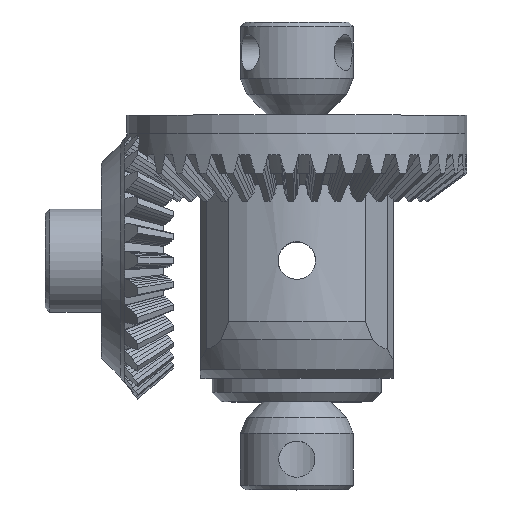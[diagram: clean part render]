
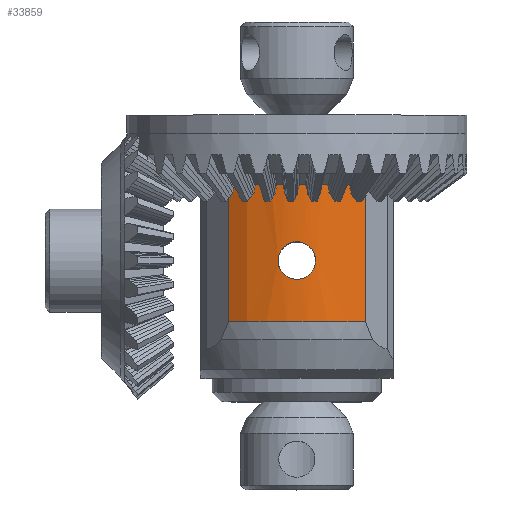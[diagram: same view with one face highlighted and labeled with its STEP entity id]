
A CAD part, top view. The second image highlights one B-rep face of the part: STEP entity #33859.
In plain terms, the highlighted cylindrical face has radius 13.5 mm (diameter 27 mm), a partial arc.
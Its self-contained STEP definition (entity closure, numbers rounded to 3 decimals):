
#253=B_SPLINE_CURVE_WITH_KNOTS('',3,(#53815,#53816,#53817,#53818,#53819,
#53820,#53821,#53822,#53823,#53824,#53825,#53826,#53827,#53828,#53829,#53830,
#53831,#53832,#53833,#53834,#53835,#53836,#53837,#53838,#53839,#53840,#53841,
#53842,#53843,#53844,#53845,#53846,#53847,#53848),.UNSPECIFIED.,.T.,.F.,
(4,2,2,2,2,2,2,2,2,2,2,2,2,2,2,2,4),(0.,0.075,0.151,
0.226,0.302,0.377,0.453,
0.528,0.604,0.679,0.755,
0.83,0.905,0.981,1.056,
1.132,1.207),.UNSPECIFIED.);
#414=CYLINDRICAL_SURFACE('',#36228,13.5);
#615=FACE_BOUND('',#5086,.T.);
#3308=FACE_OUTER_BOUND('',#5085,.T.);
#5085=EDGE_LOOP('',(#29140,#29141,#29142,#29143));
#5086=EDGE_LOOP('',(#29144));
#5941=CIRCLE('',#36227,13.5);
#5942=CIRCLE('',#36229,13.5);
#9368=LINE('',#53776,#13248);
#9369=LINE('',#53813,#13249);
#13248=VECTOR('',#43216,10.);
#13249=VECTOR('',#43231,10.);
#16468=VERTEX_POINT('',#53773);
#16469=VERTEX_POINT('',#53775);
#16476=VERTEX_POINT('',#53805);
#16477=VERTEX_POINT('',#53811);
#16478=VERTEX_POINT('',#53814);
#20881=EDGE_CURVE('',#16468,#16469,#9368,.T.);
#20890=EDGE_CURVE('',#16469,#16476,#5941,.T.);
#20892=EDGE_CURVE('',#16468,#16477,#5942,.T.);
#20893=EDGE_CURVE('',#16476,#16477,#9369,.T.);
#20894=EDGE_CURVE('',#16478,#16478,#253,.T.);
#29140=ORIENTED_EDGE('',*,*,#20881,.F.);
#29141=ORIENTED_EDGE('',*,*,#20892,.T.);
#29142=ORIENTED_EDGE('',*,*,#20893,.F.);
#29143=ORIENTED_EDGE('',*,*,#20890,.F.);
#29144=ORIENTED_EDGE('',*,*,#20894,.T.);
#33859=ADVANCED_FACE('',(#3308,#615),#414,.T.);
#36227=AXIS2_PLACEMENT_3D('',#53806,#43225,#43226);
#36228=AXIS2_PLACEMENT_3D('',#53810,#43227,#43228);
#36229=AXIS2_PLACEMENT_3D('',#53812,#43229,#43230);
#43216=DIRECTION('',(0.,-1.,0.));
#43225=DIRECTION('center_axis',(0.,-1.,0.));
#43226=DIRECTION('ref_axis',(0.,0.,
1.));
#43227=DIRECTION('center_axis',(0.,1.,0.));
#43228=DIRECTION('ref_axis',(0.,0.,
1.));
#43229=DIRECTION('center_axis',(0.,-1.,0.));
#43230=DIRECTION('ref_axis',(1.,0.,0.));
#43231=DIRECTION('',(0.,1.,0.));
#53773=CARTESIAN_POINT('',(-11.372,13.476,25.555));
#53775=CARTESIAN_POINT('',(-11.372,-6.524,25.555));
#53776=CARTESIAN_POINT('',(-11.372,3.976,25.555));
#53805=CARTESIAN_POINT('',(-11.372,-6.524,11.006));
#53806=CARTESIAN_POINT('Origin',(0.,-6.524,
18.281));
#53810=CARTESIAN_POINT('Origin',(0.,3.976,
18.281));
#53811=CARTESIAN_POINT('',(-11.372,13.476,11.006));
#53812=CARTESIAN_POINT('Origin',(0.,13.476,
18.281));
#53813=CARTESIAN_POINT('',(-11.372,3.976,11.006));
#53814=CARTESIAN_POINT('',(-13.351,0.001,20.281));
#53815=CARTESIAN_POINT('Ctrl Pts',(-13.351,0.001,
20.281));
#53816=CARTESIAN_POINT('Ctrl Pts',(-13.351,-0.251,
20.281));
#53817=CARTESIAN_POINT('Ctrl Pts',(-13.359,-0.519,
20.231));
#53818=CARTESIAN_POINT('Ctrl Pts',(-13.387,-1.011,
20.026));
#53819=CARTESIAN_POINT('Ctrl Pts',(-13.407,-1.236,19.872));
#53820=CARTESIAN_POINT('Ctrl Pts',(-13.444,-1.591,
19.518));
#53821=CARTESIAN_POINT('Ctrl Pts',(-13.464,-1.744,19.293));
#53822=CARTESIAN_POINT('Ctrl Pts',(-13.492,-1.949,18.8));
#53823=CARTESIAN_POINT('Ctrl Pts',(-13.5,-1.999,
18.532));
#53824=CARTESIAN_POINT('Ctrl Pts',(-13.5,-1.999,
18.029));
#53825=CARTESIAN_POINT('Ctrl Pts',(-13.492,-1.949,17.761));
#53826=CARTESIAN_POINT('Ctrl Pts',(-13.464,-1.744,17.269));
#53827=CARTESIAN_POINT('Ctrl Pts',(-13.444,-1.591,
17.044));
#53828=CARTESIAN_POINT('Ctrl Pts',(-13.407,-1.236,16.689));
#53829=CARTESIAN_POINT('Ctrl Pts',(-13.387,-1.011,
16.535));
#53830=CARTESIAN_POINT('Ctrl Pts',(-13.359,-0.519,
16.331));
#53831=CARTESIAN_POINT('Ctrl Pts',(-13.351,-0.251,
16.281));
#53832=CARTESIAN_POINT('Ctrl Pts',(-13.351,0.252,
16.281));
#53833=CARTESIAN_POINT('Ctrl Pts',(-13.359,0.521,16.331));
#53834=CARTESIAN_POINT('Ctrl Pts',(-13.387,1.013,16.535));
#53835=CARTESIAN_POINT('Ctrl Pts',(-13.407,1.238,16.689));
#53836=CARTESIAN_POINT('Ctrl Pts',(-13.444,1.593,17.044));
#53837=CARTESIAN_POINT('Ctrl Pts',(-13.464,1.746,17.269));
#53838=CARTESIAN_POINT('Ctrl Pts',(-13.492,1.951,17.761));
#53839=CARTESIAN_POINT('Ctrl Pts',(-13.5,2.001,18.029));
#53840=CARTESIAN_POINT('Ctrl Pts',(-13.5,2.001,18.532));
#53841=CARTESIAN_POINT('Ctrl Pts',(-13.492,1.951,18.8));
#53842=CARTESIAN_POINT('Ctrl Pts',(-13.464,1.746,19.293));
#53843=CARTESIAN_POINT('Ctrl Pts',(-13.444,1.593,19.518));
#53844=CARTESIAN_POINT('Ctrl Pts',(-13.407,1.238,19.872));
#53845=CARTESIAN_POINT('Ctrl Pts',(-13.387,1.013,20.026));
#53846=CARTESIAN_POINT('Ctrl Pts',(-13.359,0.521,20.231));
#53847=CARTESIAN_POINT('Ctrl Pts',(-13.351,0.252,
20.281));
#53848=CARTESIAN_POINT('Ctrl Pts',(-13.351,0.001,
20.281));
